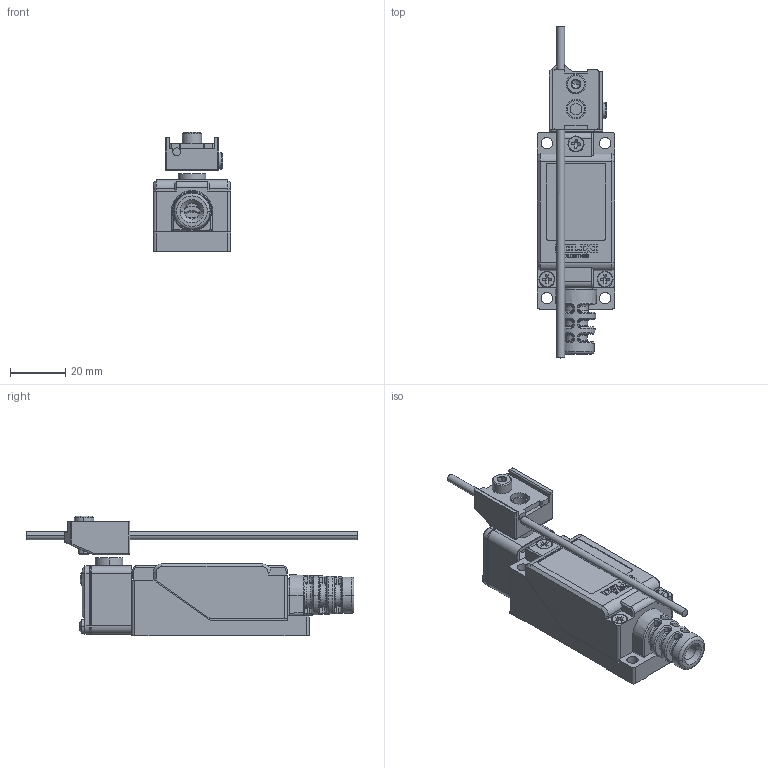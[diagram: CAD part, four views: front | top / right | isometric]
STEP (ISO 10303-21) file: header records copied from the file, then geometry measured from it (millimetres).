
FILE_DESCRIPTION((''),'2;1');
FILE_NAME('LXJMH-8107_SW0001','2022-03-10T',('xiangyu.li'),(''),'PRO/ENGINEER BY PARAMETRIC TECHNOLOGY CORPORATION, 2015440','PRO/ENGINEER BY PARAMETRIC TECHNOLOGY CORPORATION, 2015440','');
FILE_SCHEMA(('CONFIG_CONTROL_DESIGN'));
Products named in the file (1): LXJMH-8107_SW0001
Bounding box: 28 x 120 x 43.3 mm (x, y, z)
Volume: 27525.9 mm3; surface area: 24863.3 mm2
Topology: 2 solids, 2 shells, 1438 faces, 3763 edges, 2380 vertices
Faces by surface type: plane 777, cylinder 251, extrusion 176, cone 94, bspline 80, torus 48, sphere 12
Entity records: 54718 total; most frequent: CARTESIAN_POINT 20131, ORIENTED_EDGE 7514, DIRECTION 6516, EDGE_CURVE 3757, VECTOR 2586, LINE 2410, VERTEX_POINT 2379, AXIS2_PLACEMENT_3D 1965
